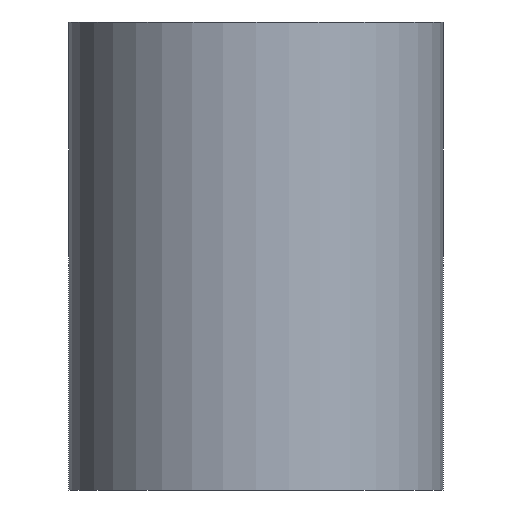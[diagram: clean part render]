
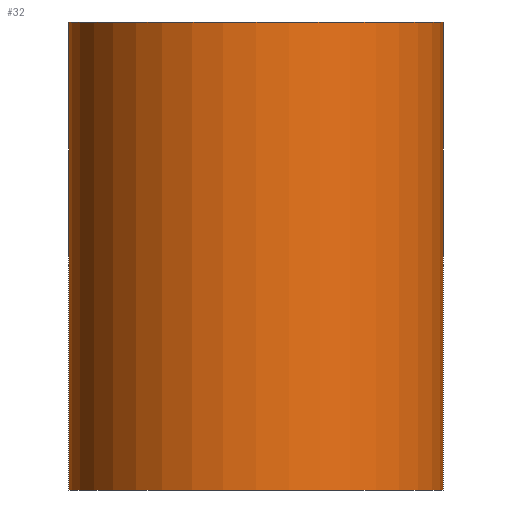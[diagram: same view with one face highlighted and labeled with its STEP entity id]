
A CAD part, left-side view. The second image highlights one B-rep face of the part: STEP entity #32.
In plain terms, the highlighted cylindrical face has radius 1 mm (diameter 2 mm), a partial arc.
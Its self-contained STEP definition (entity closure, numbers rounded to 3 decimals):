
#32 = ADVANCED_FACE( '', ( #65 ), #66, .T. );
#65 = FACE_OUTER_BOUND( '', #102, .T. );
#66 = CYLINDRICAL_SURFACE( '', #103, 1. );
#102 = EDGE_LOOP( '', ( #133, #134, #135, #136 ) );
#103 = AXIS2_PLACEMENT_3D( '', #137, #138, #139 );
#133 = ORIENTED_EDGE( '', *, *, #197, .F. );
#134 = ORIENTED_EDGE( '', *, *, #198, .F. );
#135 = ORIENTED_EDGE( '', *, *, #199, .F. );
#136 = ORIENTED_EDGE( '', *, *, #200, .F. );
#137 = CARTESIAN_POINT( '', ( -0.75, 0., 2.5 ) );
#138 = DIRECTION( '', ( 0., 0., 1. ) );
#139 = DIRECTION( '', ( -1., 0., 0. ) );
#197 = EDGE_CURVE( '', #221, #222, #223, .T. );
#198 = EDGE_CURVE( '', #224, #221, #225, .F. );
#199 = EDGE_CURVE( '', #226, #224, #227, .F. );
#200 = EDGE_CURVE( '', #222, #226, #228, .T. );
#221 = VERTEX_POINT( '', #257 );
#222 = VERTEX_POINT( '', #258 );
#223 = CIRCLE( '', #259, 1. );
#224 = VERTEX_POINT( '', #260 );
#225 = LINE( '', #261, #262 );
#226 = VERTEX_POINT( '', #263 );
#227 = CIRCLE( '', #264, 1. );
#228 = LINE( '', #265, #266 );
#257 = CARTESIAN_POINT( '', ( -0.75, 1., 2.5 ) );
#258 = CARTESIAN_POINT( '', ( -0.75, -1., 2.5 ) );
#259 = AXIS2_PLACEMENT_3D( '', #300, #301, #302 );
#260 = CARTESIAN_POINT( '', ( -0.75, 1., 0. ) );
#261 = CARTESIAN_POINT( '', ( -0.75, 1., 2.5 ) );
#262 = VECTOR( '', #303, 1000. );
#263 = CARTESIAN_POINT( '', ( -0.75, -1., 0. ) );
#264 = AXIS2_PLACEMENT_3D( '', #304, #305, #306 );
#265 = CARTESIAN_POINT( '', ( -0.75, -1., 2.5 ) );
#266 = VECTOR( '', #307, 1000. );
#300 = CARTESIAN_POINT( '', ( -0.75, 0., 2.5 ) );
#301 = DIRECTION( '', ( 0., 0., 1. ) );
#302 = DIRECTION( '', ( 1., 0., 0. ) );
#303 = DIRECTION( '', ( 0., 0., -1. ) );
#304 = CARTESIAN_POINT( '', ( -0.75, 0., 0. ) );
#305 = DIRECTION( '', ( 0., 0., 1. ) );
#306 = DIRECTION( '', ( 1., 0., 0. ) );
#307 = DIRECTION( '', ( 0., 0., -1. ) );
